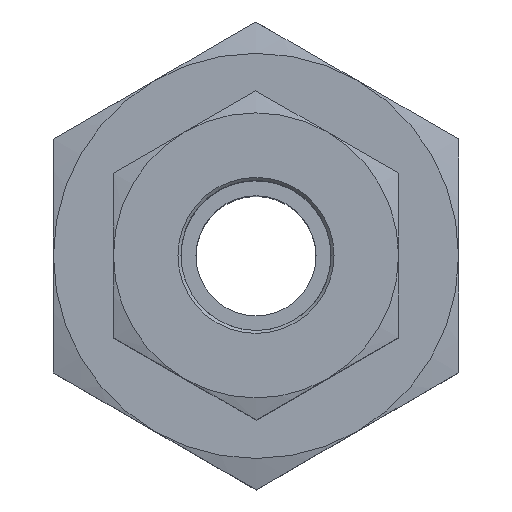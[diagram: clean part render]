
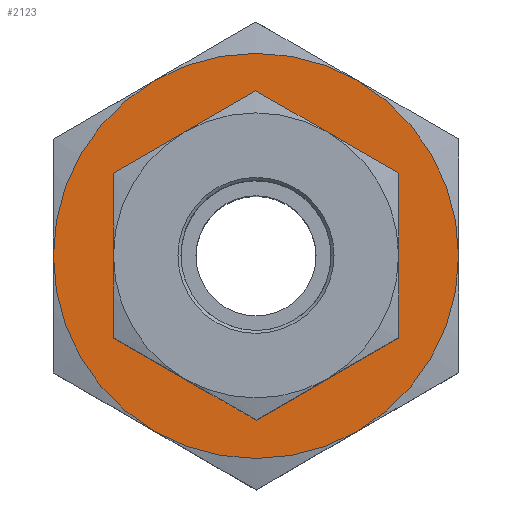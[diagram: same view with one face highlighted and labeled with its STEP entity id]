
A CAD part, top view. The second image highlights one B-rep face of the part: STEP entity #2123.
In plain terms, the highlighted planar face has unit normal (0, 0, 1).
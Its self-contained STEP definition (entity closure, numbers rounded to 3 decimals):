
#1533=CARTESIAN_POINT('',(6.757,-11.687,24.));
#1534=VERTEX_POINT('',#1533);
#1587=CARTESIAN_POINT('',(13.5,0.008,24.));
#1588=VERTEX_POINT('',#1587);
#1602=CARTESIAN_POINT('',(13.5,0.,24.));
#1603=VERTEX_POINT('',#1602);
#1604=CARTESIAN_POINT('',(13.5,0.008,24.));
#1605=DIRECTION('',(0.001,-1.,0.0));
#1606=VECTOR('',#1605,0.008);
#1607=LINE('',#1604,#1606);
#1608=EDGE_CURVE('',#1588,#1603,#1607,.T.);
#1661=CARTESIAN_POINT('',(6.743,11.695,24.));
#1662=VERTEX_POINT('',#1661);
#1830=CARTESIAN_POINT('',(-6.757,11.687,24.));
#1831=VERTEX_POINT('',#1830);
#1877=CARTESIAN_POINT('',(-13.5,-0.008,24.));
#1878=VERTEX_POINT('',#1877);
#1976=CARTESIAN_POINT('',(0.0,0.0,24.));
#1977=DIRECTION('',(0.0,0.0,1.0));
#1978=DIRECTION('',(-1.0,0.0,0.0));
#1979=AXIS2_PLACEMENT_3D('',#1976,#1977,#1978);
#1980=CIRCLE('',#1979,13.5);
#1981=EDGE_CURVE('',#1588,#1662,#1980,.T.);
#1994=CARTESIAN_POINT('',(0.0,0.0,24.));
#1995=DIRECTION('',(0.0,0.0,1.0));
#1996=DIRECTION('',(-1.0,0.0,0.0));
#1997=AXIS2_PLACEMENT_3D('',#1994,#1995,#1996);
#1998=CIRCLE('',#1997,13.5);
#1999=EDGE_CURVE('',#1534,#1603,#1998,.T.);
#2010=CARTESIAN_POINT('',(0.0,0.0,24.));
#2011=DIRECTION('',(0.0,0.0,1.0));
#2012=DIRECTION('',(-1.0,0.0,0.0));
#2013=AXIS2_PLACEMENT_3D('',#2010,#2011,#2012);
#2014=CIRCLE('',#2013,13.5);
#2015=EDGE_CURVE('',#1662,#1831,#2014,.T.);
#2026=CARTESIAN_POINT('',(-6.743,-11.695,24.));
#2027=VERTEX_POINT('',#2026);
#2042=CARTESIAN_POINT('',(0.0,0.0,24.));
#2043=DIRECTION('',(0.0,0.0,1.0));
#2044=DIRECTION('',(-1.0,0.0,0.0));
#2045=AXIS2_PLACEMENT_3D('',#2042,#2043,#2044);
#2046=CIRCLE('',#2045,13.5);
#2047=EDGE_CURVE('',#2027,#1534,#2046,.T.);
#2058=CARTESIAN_POINT('',(0.0,0.0,24.));
#2059=DIRECTION('',(0.0,0.0,1.0));
#2060=DIRECTION('',(-1.0,0.0,0.0));
#2061=AXIS2_PLACEMENT_3D('',#2058,#2059,#2060);
#2062=CIRCLE('',#2061,13.5);
#2063=EDGE_CURVE('',#1831,#1878,#2062,.T.);
#2088=CARTESIAN_POINT('',(0.0,0.0,24.));
#2089=DIRECTION('',(0.0,0.0,1.0));
#2090=DIRECTION('',(-1.0,0.0,0.0));
#2091=AXIS2_PLACEMENT_3D('',#2088,#2089,#2090);
#2092=CIRCLE('',#2091,13.5);
#2093=EDGE_CURVE('',#1878,#2027,#2092,.T.);
#2098=CARTESIAN_POINT('',(0.,0.,24.));
#2099=DIRECTION('',(0.0,0.0,1.0));
#2100=DIRECTION('',(1.0,0.0,0.0));
#2101=AXIS2_PLACEMENT_3D('',#2098,#2099,#2100);
#2102=PLANE('',#2101);
#2103=ORIENTED_EDGE('',*,*,#1981,.T.);
#2104=ORIENTED_EDGE('',*,*,#2015,.T.);
#2105=ORIENTED_EDGE('',*,*,#2063,.T.);
#2106=ORIENTED_EDGE('',*,*,#2093,.T.);
#2107=ORIENTED_EDGE('',*,*,#2047,.T.);
#2108=ORIENTED_EDGE('',*,*,#1999,.T.);
#2109=ORIENTED_EDGE('',*,*,#1608,.F.);
#2110=EDGE_LOOP('',(#2103,#2104,#2105,#2106,#2107,#2108,#2109));
#2111=FACE_OUTER_BOUND('',#2110,.T.);
#2112=CARTESIAN_POINT('',(7.85,0.,24.));
#2113=VERTEX_POINT('',#2112);
#2114=CARTESIAN_POINT('',(0.0,0.0,24.));
#2115=DIRECTION('',(0.0,0.0,1.0));
#2116=DIRECTION('',(-1.0,0.0,0.0));
#2117=AXIS2_PLACEMENT_3D('',#2114,#2115,#2116);
#2118=CIRCLE('',#2117,7.85);
#2119=EDGE_CURVE('',#2113,#2113,#2118,.T.);
#2120=ORIENTED_EDGE('',*,*,#2119,.F.);
#2121=EDGE_LOOP('',(#2120));
#2122=FACE_BOUND('',#2121,.T.);
#2123=ADVANCED_FACE('',(#2111,#2122),#2102,.T.);
